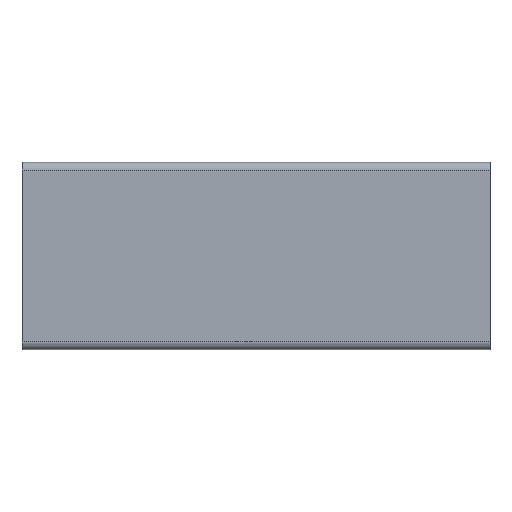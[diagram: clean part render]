
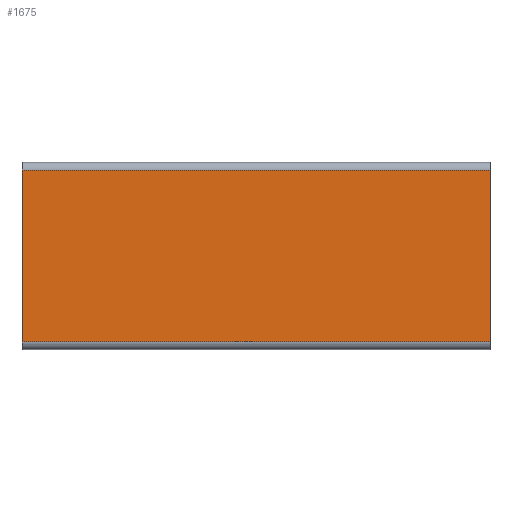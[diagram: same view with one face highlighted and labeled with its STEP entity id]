
A CAD part, front view. The second image highlights one B-rep face of the part: STEP entity #1675.
In plain terms, the highlighted planar face has unit normal (0, -1, 0).
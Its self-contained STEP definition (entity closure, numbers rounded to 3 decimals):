
#20 = VECTOR ( 'NONE', #3244, 1000. ) ;
#60 = VERTEX_POINT ( 'NONE', #3061 ) ;
#133 = LINE ( 'NONE', #2768, #1135 ) ;
#296 = VERTEX_POINT ( 'NONE', #2872 ) ;
#368 = ORIENTED_EDGE ( 'NONE', *, *, #1782, .T. ) ;
#459 = CARTESIAN_POINT ( 'NONE',  ( 150., -15., 27.5 ) ) ;
#549 = CARTESIAN_POINT ( 'NONE',  ( 0., -15., -30. ) ) ;
#731 = ORIENTED_EDGE ( 'NONE', *, *, #2812, .T. ) ;
#751 = VECTOR ( 'NONE', #2021, 1000. ) ;
#784 = LINE ( 'NONE', #459, #751 ) ;
#813 = LINE ( 'NONE', #549, #1972 ) ;
#868 = LINE ( 'NONE', #2964, #20 ) ;
#967 = CARTESIAN_POINT ( 'NONE',  ( 150., -15., -30. ) ) ;
#1001 = PLANE ( 'NONE',  #2251 ) ;
#1121 = DIRECTION ( 'NONE',  ( 0., 0., -1. ) ) ;
#1135 = VECTOR ( 'NONE', #2788, 1000. ) ;
#1288 = CARTESIAN_POINT ( 'NONE',  ( 150., -15., -27.5 ) ) ;
#1675 = ADVANCED_FACE ( 'NONE', ( #2907 ), #1001, .F. ) ;
#1755 = EDGE_CURVE ( 'NONE', #2027, #2188, #868, .T. ) ;
#1782 = EDGE_CURVE ( 'NONE', #296, #2027, #813, .T. ) ;
#1917 = ORIENTED_EDGE ( 'NONE', *, *, #3103, .F. ) ;
#1972 = VECTOR ( 'NONE', #1121, 1000. ) ;
#2021 = DIRECTION ( 'NONE',  ( -1., 0., 0. ) ) ;
#2027 = VERTEX_POINT ( 'NONE', #3390 ) ;
#2061 = DIRECTION ( 'NONE',  ( 0., 0., 1. ) ) ;
#2081 = ORIENTED_EDGE ( 'NONE', *, *, #1755, .T. ) ;
#2188 = VERTEX_POINT ( 'NONE', #1288 ) ;
#2251 = AXIS2_PLACEMENT_3D ( 'NONE', #967, #2861, #2061 ) ;
#2273 = EDGE_LOOP ( 'NONE', ( #1917, #731, #368, #2081 ) ) ;
#2768 = CARTESIAN_POINT ( 'NONE',  ( 150., -15., -30. ) ) ;
#2788 = DIRECTION ( 'NONE',  ( 0., 0., -1. ) ) ;
#2812 = EDGE_CURVE ( 'NONE', #60, #296, #784, .T. ) ;
#2861 = DIRECTION ( 'NONE',  ( 0., 1., 0. ) ) ;
#2872 = CARTESIAN_POINT ( 'NONE',  ( 0., -15., 27.5 ) ) ;
#2907 = FACE_OUTER_BOUND ( 'NONE', #2273, .T. ) ;
#2964 = CARTESIAN_POINT ( 'NONE',  ( 150., -15., -27.5 ) ) ;
#3061 = CARTESIAN_POINT ( 'NONE',  ( 150., -15., 27.5 ) ) ;
#3103 = EDGE_CURVE ( 'NONE', #60, #2188, #133, .T. ) ;
#3244 = DIRECTION ( 'NONE',  ( 1., 0., 0. ) ) ;
#3390 = CARTESIAN_POINT ( 'NONE',  ( 0., -15., -27.5 ) ) ;
